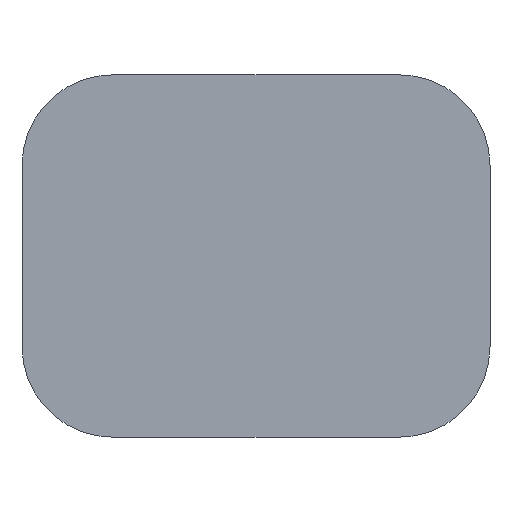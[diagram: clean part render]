
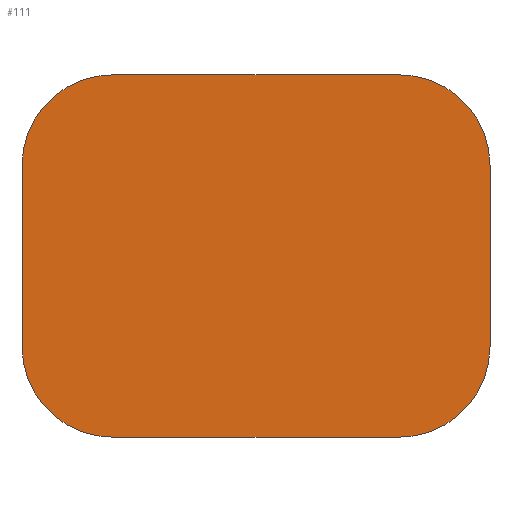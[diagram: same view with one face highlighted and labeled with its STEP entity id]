
A CAD part, front view. The second image highlights one B-rep face of the part: STEP entity #111.
In plain terms, the highlighted planar face has unit normal (0, -1, 0).
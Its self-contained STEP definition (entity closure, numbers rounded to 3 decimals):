
#5 = DIRECTION ( 'NONE',  ( 0., 0., -1. ) ) ;
#11 = CARTESIAN_POINT ( 'NONE',  ( 15.5, 0., 12. ) ) ;
#17 = CARTESIAN_POINT ( 'NONE',  ( 15.5, 0., 6. ) ) ;
#27 = LINE ( 'NONE', #169, #413 ) ;
#31 = DIRECTION ( 'NONE',  ( 0., 0., -1. ) ) ;
#49 = EDGE_CURVE ( 'NONE', #265, #410, #27, .T. ) ;
#51 = ORIENTED_EDGE ( 'NONE', *, *, #170, .F. ) ;
#78 = ORIENTED_EDGE ( 'NONE', *, *, #49, .F. ) ;
#94 = EDGE_CURVE ( 'NONE', #345, #398, #359, .T. ) ;
#100 = ORIENTED_EDGE ( 'NONE', *, *, #145, .F. ) ;
#111 = ADVANCED_FACE ( 'NONE', ( #461 ), #425, .T. ) ;
#132 = LINE ( 'NONE', #441, #463 ) ;
#134 = DIRECTION ( 'NONE',  ( 0., 0., -1. ) ) ;
#145 = EDGE_CURVE ( 'NONE', #345, #347, #132, .T. ) ;
#149 = CIRCLE ( 'NONE', #375, 6. ) ;
#154 = LINE ( 'NONE', #338, #241 ) ;
#156 = ORIENTED_EDGE ( 'NONE', *, *, #443, .T. ) ;
#157 = DIRECTION ( 'NONE',  ( 0., 0., -1. ) ) ;
#160 = CARTESIAN_POINT ( 'NONE',  ( -9.5, 0., 12. ) ) ;
#169 = CARTESIAN_POINT ( 'NONE',  ( -15.5, 0., 12. ) ) ;
#170 = EDGE_CURVE ( 'NONE', #211, #398, #154, .T. ) ;
#177 = CARTESIAN_POINT ( 'NONE',  ( -15.5, 0., 6. ) ) ;
#184 = DIRECTION ( 'NONE',  ( 0., -1., 0. ) ) ;
#191 = ORIENTED_EDGE ( 'NONE', *, *, #94, .T. ) ;
#192 = DIRECTION ( 'NONE',  ( 0., 0., -1. ) ) ;
#196 = VERTEX_POINT ( 'NONE', #17 ) ;
#200 = EDGE_CURVE ( 'NONE', #196, #410, #149, .T. ) ;
#210 = CARTESIAN_POINT ( 'NONE',  ( 0., 0., 0. ) ) ;
#211 = VERTEX_POINT ( 'NONE', #346 ) ;
#214 = AXIS2_PLACEMENT_3D ( 'NONE', #210, #281, #31 ) ;
#216 = AXIS2_PLACEMENT_3D ( 'NONE', #295, #405, #134 ) ;
#222 = EDGE_CURVE ( 'NONE', #196, #374, #411, .T. ) ;
#241 = VECTOR ( 'NONE', #379, 1000. ) ;
#265 = VERTEX_POINT ( 'NONE', #160 ) ;
#281 = DIRECTION ( 'NONE',  ( 0., -1., 0. ) ) ;
#282 = DIRECTION ( 'NONE',  ( 1., 0., 0. ) ) ;
#284 = DIRECTION ( 'NONE',  ( 0., 0., 1. ) ) ;
#287 = DIRECTION ( 'NONE',  ( 0., -1., 0. ) ) ;
#288 = CARTESIAN_POINT ( 'NONE',  ( 9.5, 0., 12. ) ) ;
#290 = CARTESIAN_POINT ( 'NONE',  ( -9.5, 0., 6. ) ) ;
#291 = AXIS2_PLACEMENT_3D ( 'NONE', #341, #401, #5 ) ;
#295 = CARTESIAN_POINT ( 'NONE',  ( 9.5, 0., -6. ) ) ;
#301 = AXIS2_PLACEMENT_3D ( 'NONE', #290, #287, #431 ) ;
#309 = CIRCLE ( 'NONE', #216, 6. ) ;
#320 = EDGE_LOOP ( 'NONE', ( #100, #191, #51, #156, #384, #420, #78, #452 ) ) ;
#331 = CARTESIAN_POINT ( 'NONE',  ( 15.5, 0., -6. ) ) ;
#338 = CARTESIAN_POINT ( 'NONE',  ( -15.5, 0., -12. ) ) ;
#341 = CARTESIAN_POINT ( 'NONE',  ( -9.5, 0., -6. ) ) ;
#345 = VERTEX_POINT ( 'NONE', #439 ) ;
#346 = CARTESIAN_POINT ( 'NONE',  ( 9.5, 0., -12. ) ) ;
#347 = VERTEX_POINT ( 'NONE', #177 ) ;
#353 = VECTOR ( 'NONE', #157, 1000. ) ;
#359 = CIRCLE ( 'NONE', #291, 6. ) ;
#363 = CARTESIAN_POINT ( 'NONE',  ( -9.5, 0., -12. ) ) ;
#368 = CIRCLE ( 'NONE', #301, 6. ) ;
#371 = CARTESIAN_POINT ( 'NONE',  ( 9.5, 0., 6. ) ) ;
#374 = VERTEX_POINT ( 'NONE', #331 ) ;
#375 = AXIS2_PLACEMENT_3D ( 'NONE', #371, #184, #192 ) ;
#379 = DIRECTION ( 'NONE',  ( -1., 0., 0. ) ) ;
#384 = ORIENTED_EDGE ( 'NONE', *, *, #222, .F. ) ;
#398 = VERTEX_POINT ( 'NONE', #363 ) ;
#401 = DIRECTION ( 'NONE',  ( 0., -1., 0. ) ) ;
#405 = DIRECTION ( 'NONE',  ( 0., -1., 0. ) ) ;
#410 = VERTEX_POINT ( 'NONE', #288 ) ;
#411 = LINE ( 'NONE', #11, #353 ) ;
#413 = VECTOR ( 'NONE', #282, 1000. ) ;
#420 = ORIENTED_EDGE ( 'NONE', *, *, #200, .T. ) ;
#425 = PLANE ( 'NONE',  #214 ) ;
#431 = DIRECTION ( 'NONE',  ( 0., 0., -1. ) ) ;
#439 = CARTESIAN_POINT ( 'NONE',  ( -15.5, 0., -6. ) ) ;
#441 = CARTESIAN_POINT ( 'NONE',  ( -15.5, 0., 12. ) ) ;
#443 = EDGE_CURVE ( 'NONE', #211, #374, #309, .T. ) ;
#452 = ORIENTED_EDGE ( 'NONE', *, *, #468, .T. ) ;
#461 = FACE_OUTER_BOUND ( 'NONE', #320, .T. ) ;
#463 = VECTOR ( 'NONE', #284, 1000. ) ;
#468 = EDGE_CURVE ( 'NONE', #265, #347, #368, .T. ) ;
